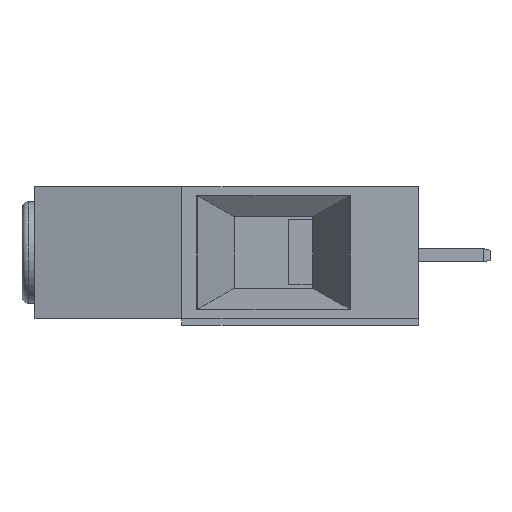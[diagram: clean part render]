
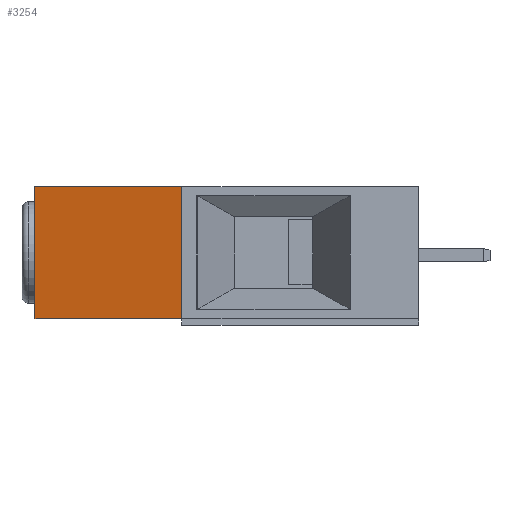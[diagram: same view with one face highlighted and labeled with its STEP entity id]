
A CAD part, left-side view. The second image highlights one B-rep face of the part: STEP entity #3254.
In plain terms, the highlighted planar face has unit normal (-0.976, 0.216, 0).
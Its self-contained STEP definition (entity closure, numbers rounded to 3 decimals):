
#803 = PLANE('',#804);
#804 = AXIS2_PLACEMENT_3D('',#805,#806,#807);
#805 = CARTESIAN_POINT('',(10.911,13.461,10.16));
#806 = DIRECTION('',(-0.,-0.,-1.));
#807 = DIRECTION('',(-1.,0.,0.));
#1315 = PLANE('',#1316);
#1316 = AXIS2_PLACEMENT_3D('',#1317,#1318,#1319);
#1317 = CARTESIAN_POINT('',(10.911,13.461,0.));
#1318 = DIRECTION('',(-0.,-0.,-1.));
#1319 = DIRECTION('',(-1.,0.,0.));
#1831 = VERTEX_POINT('',#1832);
#1832 = CARTESIAN_POINT('',(7.4,29.5,10.16));
#1848 = PLANE('',#1849);
#1849 = AXIS2_PLACEMENT_3D('',#1850,#1851,#1852);
#1850 = CARTESIAN_POINT('',(7.4,29.5,0.));
#1851 = DIRECTION('',(0.,1.,0.));
#1852 = DIRECTION('',(1.,0.,0.));
#2077 = VERTEX_POINT('',#2078);
#2078 = CARTESIAN_POINT('',(4.9,18.2,10.16));
#2092 = PLANE('',#2093);
#2093 = AXIS2_PLACEMENT_3D('',#2094,#2095,#2096);
#2094 = CARTESIAN_POINT('',(0.,18.2,0.));
#2095 = DIRECTION('',(0.,1.,0.));
#2096 = DIRECTION('',(1.,0.,0.));
#2104 = EDGE_CURVE('',#2077,#1831,#2105,.T.);
#2105 = SURFACE_CURVE('',#2106,(#2110,#2117),.PCURVE_S1.);
#2106 = LINE('',#2107,#2108);
#2107 = CARTESIAN_POINT('',(4.9,18.2,10.16));
#2108 = VECTOR('',#2109,1.);
#2109 = DIRECTION('',(0.216,0.976,0.));
#2110 = PCURVE('',#803,#2111);
#2111 = DEFINITIONAL_REPRESENTATION('',(#2112),#2116);
#2112 = LINE('',#2113,#2114);
#2113 = CARTESIAN_POINT('',(6.011,4.739));
#2114 = VECTOR('',#2115,1.);
#2115 = DIRECTION('',(-0.216,0.976));
#2116 = ( GEOMETRIC_REPRESENTATION_CONTEXT(2) 
PARAMETRIC_REPRESENTATION_CONTEXT() REPRESENTATION_CONTEXT('2D SPACE',''
  ) );
#2117 = PCURVE('',#2118,#2123);
#2118 = PLANE('',#2119);
#2119 = AXIS2_PLACEMENT_3D('',#2120,#2121,#2122);
#2120 = CARTESIAN_POINT('',(4.9,18.2,0.));
#2121 = DIRECTION('',(-0.976,0.216,0.));
#2122 = DIRECTION('',(0.216,0.976,0.));
#2123 = DEFINITIONAL_REPRESENTATION('',(#2124),#2128);
#2124 = LINE('',#2125,#2126);
#2125 = CARTESIAN_POINT('',(0.,-10.16));
#2126 = VECTOR('',#2127,1.);
#2127 = DIRECTION('',(1.,0.));
#2128 = ( GEOMETRIC_REPRESENTATION_CONTEXT(2) 
PARAMETRIC_REPRESENTATION_CONTEXT() REPRESENTATION_CONTEXT('2D SPACE',''
  ) );
#2317 = VERTEX_POINT('',#2318);
#2318 = CARTESIAN_POINT('',(7.4,29.5,0.));
#2513 = VERTEX_POINT('',#2514);
#2514 = CARTESIAN_POINT('',(4.9,18.2,0.));
#2535 = EDGE_CURVE('',#2513,#2317,#2536,.T.);
#2536 = SURFACE_CURVE('',#2537,(#2541,#2548),.PCURVE_S1.);
#2537 = LINE('',#2538,#2539);
#2538 = CARTESIAN_POINT('',(4.9,18.2,0.));
#2539 = VECTOR('',#2540,1.);
#2540 = DIRECTION('',(0.216,0.976,0.));
#2541 = PCURVE('',#1315,#2542);
#2542 = DEFINITIONAL_REPRESENTATION('',(#2543),#2547);
#2543 = LINE('',#2544,#2545);
#2544 = CARTESIAN_POINT('',(6.011,4.739));
#2545 = VECTOR('',#2546,1.);
#2546 = DIRECTION('',(-0.216,0.976));
#2547 = ( GEOMETRIC_REPRESENTATION_CONTEXT(2) 
PARAMETRIC_REPRESENTATION_CONTEXT() REPRESENTATION_CONTEXT('2D SPACE',''
  ) );
#2548 = PCURVE('',#2118,#2549);
#2549 = DEFINITIONAL_REPRESENTATION('',(#2550),#2554);
#2550 = LINE('',#2551,#2552);
#2551 = CARTESIAN_POINT('',(0.,0.));
#2552 = VECTOR('',#2553,1.);
#2553 = DIRECTION('',(1.,0.));
#2554 = ( GEOMETRIC_REPRESENTATION_CONTEXT(2) 
PARAMETRIC_REPRESENTATION_CONTEXT() REPRESENTATION_CONTEXT('2D SPACE',''
  ) );
#3201 = EDGE_CURVE('',#2317,#1831,#3202,.T.);
#3202 = SURFACE_CURVE('',#3203,(#3207,#3214),.PCURVE_S1.);
#3203 = LINE('',#3204,#3205);
#3204 = CARTESIAN_POINT('',(7.4,29.5,0.));
#3205 = VECTOR('',#3206,1.);
#3206 = DIRECTION('',(0.,0.,1.));
#3207 = PCURVE('',#1848,#3208);
#3208 = DEFINITIONAL_REPRESENTATION('',(#3209),#3213);
#3209 = LINE('',#3210,#3211);
#3210 = CARTESIAN_POINT('',(0.,0.));
#3211 = VECTOR('',#3212,1.);
#3212 = DIRECTION('',(0.,-1.));
#3213 = ( GEOMETRIC_REPRESENTATION_CONTEXT(2) 
PARAMETRIC_REPRESENTATION_CONTEXT() REPRESENTATION_CONTEXT('2D SPACE',''
  ) );
#3214 = PCURVE('',#2118,#3215);
#3215 = DEFINITIONAL_REPRESENTATION('',(#3216),#3220);
#3216 = LINE('',#3217,#3218);
#3217 = CARTESIAN_POINT('',(11.573,0.));
#3218 = VECTOR('',#3219,1.);
#3219 = DIRECTION('',(0.,-1.));
#3220 = ( GEOMETRIC_REPRESENTATION_CONTEXT(2) 
PARAMETRIC_REPRESENTATION_CONTEXT() REPRESENTATION_CONTEXT('2D SPACE',''
  ) );
#3254 = ADVANCED_FACE('',(#3255),#2118,.T.);
#3255 = FACE_BOUND('',#3256,.T.);
#3256 = EDGE_LOOP('',(#3257,#3278,#3279,#3280));
#3257 = ORIENTED_EDGE('',*,*,#3258,.T.);
#3258 = EDGE_CURVE('',#2513,#2077,#3259,.T.);
#3259 = SURFACE_CURVE('',#3260,(#3264,#3271),.PCURVE_S1.);
#3260 = LINE('',#3261,#3262);
#3261 = CARTESIAN_POINT('',(4.9,18.2,0.));
#3262 = VECTOR('',#3263,1.);
#3263 = DIRECTION('',(0.,0.,1.));
#3264 = PCURVE('',#2118,#3265);
#3265 = DEFINITIONAL_REPRESENTATION('',(#3266),#3270);
#3266 = LINE('',#3267,#3268);
#3267 = CARTESIAN_POINT('',(0.,0.));
#3268 = VECTOR('',#3269,1.);
#3269 = DIRECTION('',(0.,-1.));
#3270 = ( GEOMETRIC_REPRESENTATION_CONTEXT(2) 
PARAMETRIC_REPRESENTATION_CONTEXT() REPRESENTATION_CONTEXT('2D SPACE',''
  ) );
#3271 = PCURVE('',#2092,#3272);
#3272 = DEFINITIONAL_REPRESENTATION('',(#3273),#3277);
#3273 = LINE('',#3274,#3275);
#3274 = CARTESIAN_POINT('',(4.9,0.));
#3275 = VECTOR('',#3276,1.);
#3276 = DIRECTION('',(0.,-1.));
#3277 = ( GEOMETRIC_REPRESENTATION_CONTEXT(2) 
PARAMETRIC_REPRESENTATION_CONTEXT() REPRESENTATION_CONTEXT('2D SPACE',''
  ) );
#3278 = ORIENTED_EDGE('',*,*,#2104,.T.);
#3279 = ORIENTED_EDGE('',*,*,#3201,.F.);
#3280 = ORIENTED_EDGE('',*,*,#2535,.F.);
